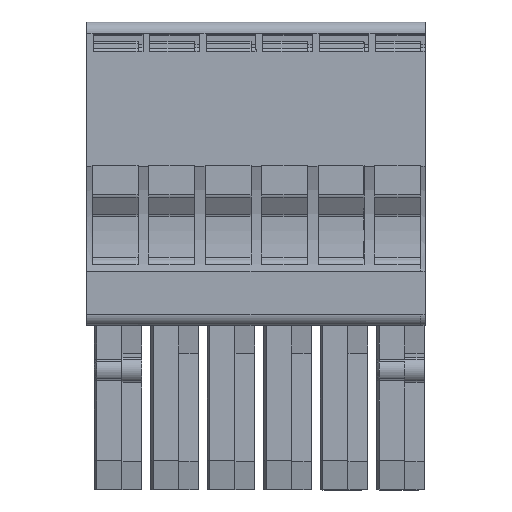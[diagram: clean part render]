
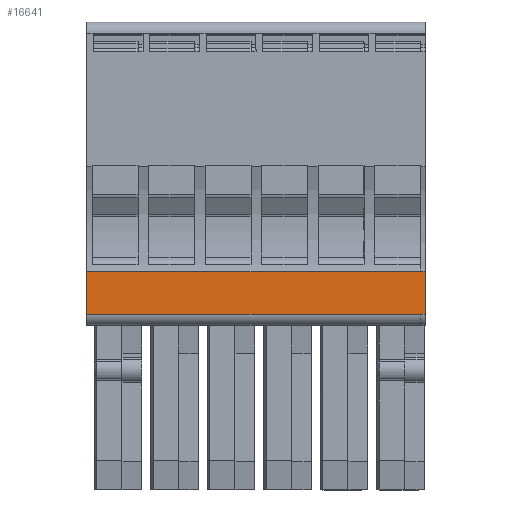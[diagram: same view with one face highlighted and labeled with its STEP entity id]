
A CAD part, front view. The second image highlights one B-rep face of the part: STEP entity #16641.
In plain terms, the highlighted planar face has unit normal (0, -1, 0).
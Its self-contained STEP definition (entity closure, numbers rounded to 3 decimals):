
#16626=AXIS2_PLACEMENT_3D('Plane Axis2P3D',#16623,#16624,#16625) ;
#3798=CARTESIAN_POINT('Vertex',(0.,0.8,15.85)) ;
#3801=CARTESIAN_POINT('Line Origine',(0.,0.8,17.8)) ;
#3805=CARTESIAN_POINT('Vertex',(0.,0.8,19.75)) ;
#4237=CARTESIAN_POINT('Vertex',(30.6,0.8,19.75)) ;
#4240=CARTESIAN_POINT('Line Origine',(30.6,0.8,17.8)) ;
#4244=CARTESIAN_POINT('Vertex',(30.6,0.8,15.85)) ;
#7910=CARTESIAN_POINT('Line Origine',(2.55,0.8,19.75)) ;
#7914=CARTESIAN_POINT('Vertex',(30.15,0.8,19.75)) ;
#9572=CARTESIAN_POINT('Line Origine',(30.375,0.8,19.75)) ;
#16603=CARTESIAN_POINT('Line Origine',(2.325,0.8,15.85)) ;
#16607=CARTESIAN_POINT('Vertex',(30.15,0.8,15.85)) ;
#16623=CARTESIAN_POINT('Axis2P3D Location',(2.8,0.8,14.85)) ;
#16628=CARTESIAN_POINT('Line Origine',(30.375,0.8,15.85)) ;
#3802=DIRECTION('Vector Direction',(0.,0.,1.)) ;
#4241=DIRECTION('Vector Direction',(0.,0.,-1.)) ;
#7911=DIRECTION('Vector Direction',(-1.,0.,0.)) ;
#9573=DIRECTION('Vector Direction',(-1.,0.,0.)) ;
#16604=DIRECTION('Vector Direction',(1.,0.,0.)) ;
#16624=DIRECTION('Axis2P3D Direction',(0.,1.,0.)) ;
#16625=DIRECTION('Axis2P3D XDirection',(0.,0.,1.)) ;
#16629=DIRECTION('Vector Direction',(-1.,0.,0.)) ;
#3803=VECTOR('Line Direction',#3802,1.) ;
#4242=VECTOR('Line Direction',#4241,1.) ;
#7912=VECTOR('Line Direction',#7911,1.) ;
#9574=VECTOR('Line Direction',#9573,1.) ;
#16605=VECTOR('Line Direction',#16604,1.) ;
#16630=VECTOR('Line Direction',#16629,1.) ;
#16634=ORIENTED_EDGE('',*,*,#16609,.F.) ;
#16635=ORIENTED_EDGE('',*,*,#16632,.F.) ;
#16636=ORIENTED_EDGE('',*,*,#4246,.T.) ;
#16637=ORIENTED_EDGE('',*,*,#9576,.T.) ;
#16638=ORIENTED_EDGE('',*,*,#7916,.T.) ;
#16639=ORIENTED_EDGE('',*,*,#3807,.T.) ;
#16641=ADVANCED_FACE('Brep With Voids',(#16640),#16627,.F.) ;
#3807=EDGE_CURVE('',#3806,#3799,#3804,.F.) ;
#4246=EDGE_CURVE('',#4245,#4238,#4243,.F.) ;
#7916=EDGE_CURVE('',#7915,#3806,#7913,.T.) ;
#9576=EDGE_CURVE('',#4238,#7915,#9575,.T.) ;
#16609=EDGE_CURVE('',#16608,#3799,#16606,.F.) ;
#16632=EDGE_CURVE('',#4245,#16608,#16631,.T.) ;
#16633=EDGE_LOOP('',(#16634,#16635,#16636,#16637,#16638,#16639)) ;
#16640=FACE_OUTER_BOUND('',#16633,.T.) ;
#3804=LINE('Line',#3801,#3803) ;
#4243=LINE('Line',#4240,#4242) ;
#7913=LINE('Line',#7910,#7912) ;
#9575=LINE('Line',#9572,#9574) ;
#16606=LINE('Line',#16603,#16605) ;
#16631=LINE('Line',#16628,#16630) ;
#16627=PLANE('',#16626) ;
#3799=VERTEX_POINT('',#3798) ;
#3806=VERTEX_POINT('',#3805) ;
#4238=VERTEX_POINT('',#4237) ;
#4245=VERTEX_POINT('',#4244) ;
#7915=VERTEX_POINT('',#7914) ;
#16608=VERTEX_POINT('',#16607) ;
